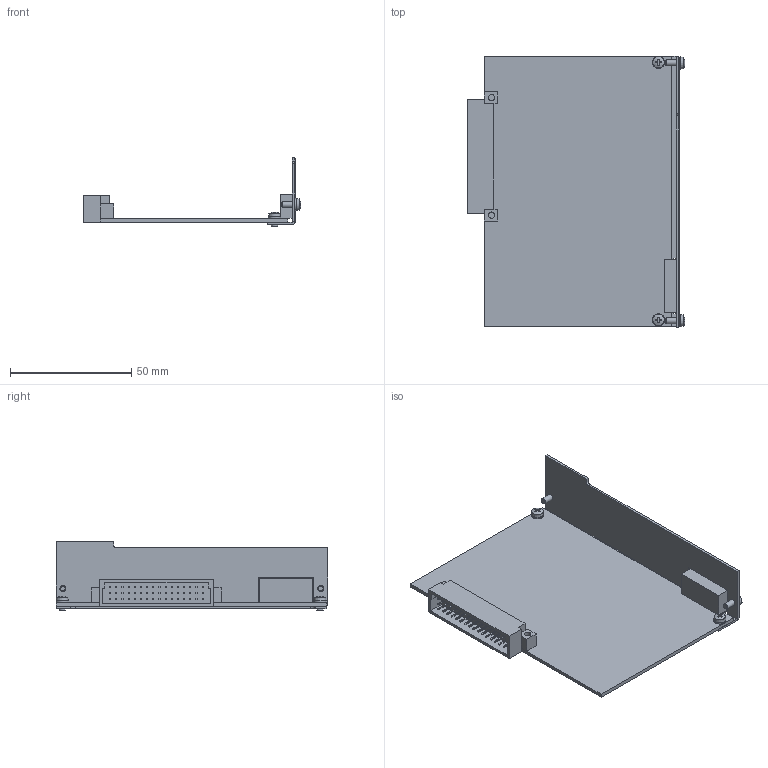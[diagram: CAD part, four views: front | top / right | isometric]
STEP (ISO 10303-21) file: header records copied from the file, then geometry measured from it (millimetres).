
FILE_DESCRIPTION(/* description */ ('STEP AP214'),/* implementation_level */ '2;1');
FILE_NAME(/* name */ '1501329_CAMC-DS-M1',/* time_stamp */ '2024-08-05T16:20:30+02:00',/* author */ ('License CC BY-ND 4.0'),/* organization */ ('CADENAS'),/* preprocessor_version */ 'ST-DEVELOPER v19.3',/* originating_system */ 'PARTsolutions',/* authorisation */ ' ');
FILE_SCHEMA (('AUTOMOTIVE_DESIGN {1 0 10303 214 3 1 1}'));
Length unit declared in the file: millimetre
Products named in the file (1): 1501329 CAMC-DS-M1
Bounding box: 89.82 x 112.15 x 28.6 mm (x, y, z)
Volume: 22300.4 mm3; surface area: 28504.8 mm2
Topology: 1 solids, 1 shells, 458 faces, 1143 edges, 754 vertices
Faces by surface type: plane 429, cylinder 17, cone 8, sphere 4
Full cylindrical faces by diameter (mm): 2.5 x4, 2.59 x2, 5.1 x4
Entity records: 16468 total; most frequent: CARTESIAN_POINT 2318, ORIENTED_EDGE 2226, DIRECTION 2125, EDGE_CURVE 1113, LINE 1019, VECTOR 1019, VERTEX_POINT 746, AXIS2_PLACEMENT_3D 553
